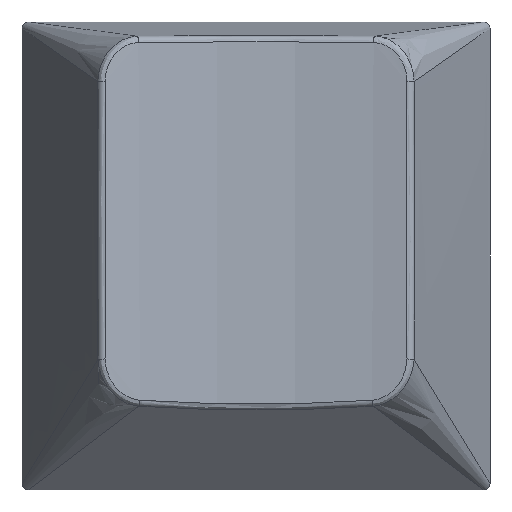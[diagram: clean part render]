
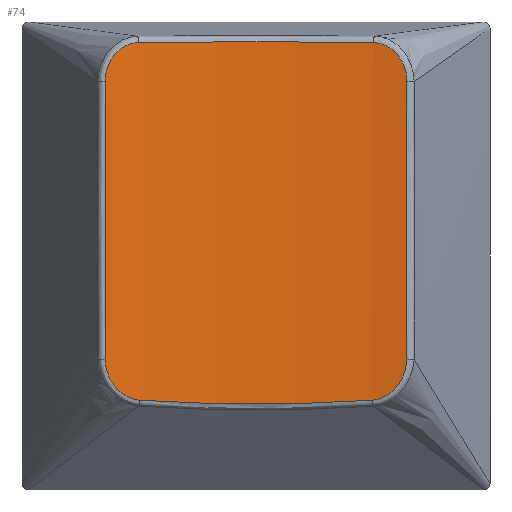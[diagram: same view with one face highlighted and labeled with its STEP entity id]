
A CAD part, top view. The second image highlights one B-rep face of the part: STEP entity #74.
In plain terms, the highlighted cylindrical face has radius 30.3 mm (diameter 60.6 mm), a partial arc.
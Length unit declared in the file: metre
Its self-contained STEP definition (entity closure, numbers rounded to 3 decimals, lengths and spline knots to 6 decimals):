
#74=ADVANCED_FACE('0:669',(#154),#155,.F.);
#154=FACE_OUTER_BOUND('',#666,.T.);
#155=CYLINDRICAL_SURFACE('',#667,0.0303);
#666=EDGE_LOOP('',(#950,#951,#952,#953,#954,#955,#956,#957));
#667=AXIS2_PLACEMENT_3D('',#958,#959,#960);
#950=ORIENTED_EDGE('',*,*,#1256,.F.);
#951=ORIENTED_EDGE('',*,*,#1259,.F.);
#952=ORIENTED_EDGE('',*,*,#1264,.F.);
#953=ORIENTED_EDGE('',*,*,#1271,.F.);
#954=ORIENTED_EDGE('',*,*,#1276,.F.);
#955=ORIENTED_EDGE('',*,*,#1274,.F.);
#956=ORIENTED_EDGE('',*,*,#1266,.F.);
#957=ORIENTED_EDGE('',*,*,#1262,.F.);
#958=CARTESIAN_POINT('',(0.00029,0.006196,0.032972));
#959=DIRECTION('',(0.,-1.,0.022));
#960=DIRECTION('',(-1.0,0.,0.));
#1256=EDGE_CURVE('0:951',#1460,#1455,#1462,.T.);
#1259=EDGE_CURVE('0:960',#1465,#1460,#1467,.T.);
#1262=EDGE_CURVE('0:969',#1455,#1468,#1472,.T.);
#1264=EDGE_CURVE('0:975',#1474,#1465,#1476,.T.);
#1266=EDGE_CURVE('0:981',#1468,#1478,#1479,.T.);
#1271=EDGE_CURVE('0:996',#1485,#1474,#1487,.T.);
#1274=EDGE_CURVE('0:1005',#1478,#1488,#1492,.T.);
#1276=EDGE_CURVE('0:1011',#1488,#1485,#1494,.T.);
#1455=VERTEX_POINT('',#1815);
#1460=VERTEX_POINT('',#1824);
#1462=B_SPLINE_CURVE_WITH_KNOTS('',3,(#1826,#1827,#1828,#1829,#1830),.UNSPECIFIED.,.F.,.F.,(4,1,4),(0.0,3.877028,9.046399),.UNSPECIFIED.);
#1465=VERTEX_POINT('',#1839);
#1467=B_SPLINE_CURVE_WITH_KNOTS('',3,(#1841,#1842,#1843,#1844,#1845,#1846,#1847),.UNSPECIFIED.,.F.,.F.,(4,1,1,1,4),(0.,0.652456,1.304912,1.957368,2.283596),.UNSPECIFIED.);
#1468=VERTEX_POINT('',#1848);
#1472=B_SPLINE_CURVE_WITH_KNOTS('',3,(#1858,#1859,#1860,#1861,#1862,#1863,#1864),.UNSPECIFIED.,.F.,.F.,(4,1,1,1,4),(0.,0.652456,1.304912,1.957368,2.283596),.UNSPECIFIED.);
#1474=VERTEX_POINT('',#1866);
#1476=B_SPLINE_CURVE_WITH_KNOTS('',3,(#1868,#1869,#1870,#1871,#1872),.UNSPECIFIED.,.F.,.F.,(4,1,4),(-10.683015,-4.578435,0.),.UNSPECIFIED.);
#1478=VERTEX_POINT('',#1878);
#1479=B_SPLINE_CURVE_WITH_KNOTS('',3,(#1879,#1880,#1881,#1882,#1883),.UNSPECIFIED.,.F.,.F.,(4,1,4),(-10.683015,-4.578435,0.),.UNSPECIFIED.);
#1485=VERTEX_POINT('',#1899);
#1487=B_SPLINE_CURVE_WITH_KNOTS('',3,(#1901,#1902,#1903,#1904,#1905,#1906,#1907),.UNSPECIFIED.,.F.,.F.,(4,1,1,1,4),(0.,0.313157,0.939472,1.565787,2.192101),.UNSPECIFIED.);
#1488=VERTEX_POINT('',#1908);
#1492=B_SPLINE_CURVE_WITH_KNOTS('',3,(#1918,#1919,#1920,#1921,#1922,#1923,#1924),.UNSPECIFIED.,.F.,.F.,(4,1,1,1,4),(0.,0.939472,1.565787,1.878944,2.192101),.UNSPECIFIED.);
#1494=ELLIPSE('',#1926,0.026119,0.02256);
#1815=CARTESIAN_POINT('',(-0.004177,-0.005462,0.00325));
#1824=CARTESIAN_POINT('',(0.004757,-0.005462,0.00325));
#1826=CARTESIAN_POINT('',(0.004757,-0.005462,0.00325));
#1827=CARTESIAN_POINT('',(0.003492,-0.005549,0.003063));
#1828=CARTESIAN_POINT('',(0.000506,-0.005667,0.002812));
#1829=CARTESIAN_POINT('',(-0.00249,-0.005578,0.003001));
#1830=CARTESIAN_POINT('',(-0.004177,-0.005462,0.00325));
#1839=CARTESIAN_POINT('',(0.006088,-0.003876,0.003445));
#1841=CARTESIAN_POINT('',(0.006088,-0.003876,0.003445));
#1842=CARTESIAN_POINT('',(0.006088,-0.004094,0.003449));
#1843=CARTESIAN_POINT('',(0.005996,-0.004527,0.003441));
#1844=CARTESIAN_POINT('',(0.005636,-0.00508,0.003385));
#1845=CARTESIAN_POINT('',(0.00518,-0.005386,0.003313));
#1846=CARTESIAN_POINT('',(0.004863,-0.005454,0.003266));
#1847=CARTESIAN_POINT('',(0.004757,-0.005462,0.00325));
#1848=CARTESIAN_POINT('',(-0.005508,-0.003876,0.003445));
#1858=CARTESIAN_POINT('',(-0.004177,-0.005462,0.00325));
#1859=CARTESIAN_POINT('',(-0.00439,-0.005447,0.003282));
#1860=CARTESIAN_POINT('',(-0.004803,-0.005294,0.003345));
#1861=CARTESIAN_POINT('',(-0.005261,-0.00482,0.003417));
#1862=CARTESIAN_POINT('',(-0.005473,-0.004311,0.003447));
#1863=CARTESIAN_POINT('',(-0.005508,-0.003985,0.003447));
#1864=CARTESIAN_POINT('',(-0.005508,-0.003876,0.003445));
#1866=CARTESIAN_POINT('',(0.006092,0.006804,0.003212));
#1868=CARTESIAN_POINT('',(0.006092,0.006804,0.003212));
#1869=CARTESIAN_POINT('',(0.006092,0.00477,0.003257));
#1870=CARTESIAN_POINT('',(0.00609,0.00121,0.003334));
#1871=CARTESIAN_POINT('',(0.006088,-0.00235,0.003411));
#1872=CARTESIAN_POINT('',(0.006088,-0.003876,0.003445));
#1878=CARTESIAN_POINT('',(-0.005512,0.006804,0.003212));
#1879=CARTESIAN_POINT('',(-0.005508,-0.003876,0.003445));
#1880=CARTESIAN_POINT('',(-0.005509,-0.001842,0.0034));
#1881=CARTESIAN_POINT('',(-0.005511,0.001718,0.003323));
#1882=CARTESIAN_POINT('',(-0.005512,0.005279,0.003245));
#1883=CARTESIAN_POINT('',(-0.005512,0.006804,0.003212));
#1899=CARTESIAN_POINT('',(0.004813,0.008293,0.002958));
#1901=CARTESIAN_POINT('',(0.004813,0.008293,0.002958));
#1902=CARTESIAN_POINT('',(0.004915,0.008291,0.002974));
#1903=CARTESIAN_POINT('',(0.005222,0.008242,0.003023));
#1904=CARTESIAN_POINT('',(0.005668,0.007961,0.003106));
#1905=CARTESIAN_POINT('',(0.00601,0.007429,0.003182));
#1906=CARTESIAN_POINT('',(0.006092,0.007013,0.003208));
#1907=CARTESIAN_POINT('',(0.006092,0.006804,0.003212));
#1908=CARTESIAN_POINT('',(-0.004233,0.008293,0.002958));
#1918=CARTESIAN_POINT('',(-0.005512,0.006804,0.003212));
#1919=CARTESIAN_POINT('',(-0.005512,0.007117,0.003205));
#1920=CARTESIAN_POINT('',(-0.005359,0.007638,0.003163));
#1921=CARTESIAN_POINT('',(-0.004915,0.008087,0.003073));
#1922=CARTESIAN_POINT('',(-0.004539,0.008259,0.003006));
#1923=CARTESIAN_POINT('',(-0.004335,0.008291,0.002974));
#1924=CARTESIAN_POINT('',(-0.004233,0.008293,0.002958));
#1926=AXIS2_PLACEMENT_3D('',#2164,#2165,#2166);
#2164=CARTESIAN_POINT('',(0.00029,0.006364,0.025094));
#2165=DIRECTION('',(0.,-0.996,-0.087));
#2166=DIRECTION('',(1.,0.,0.));
